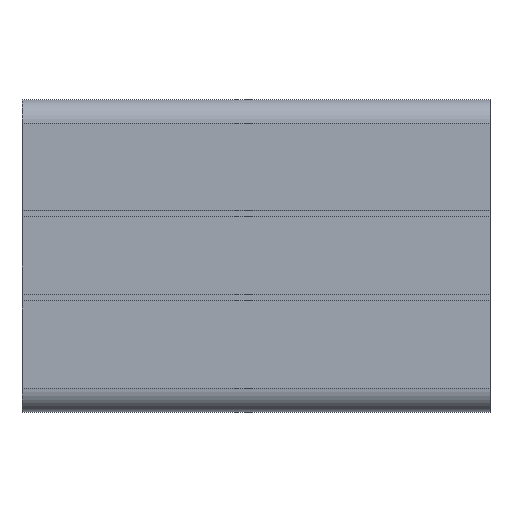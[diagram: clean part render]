
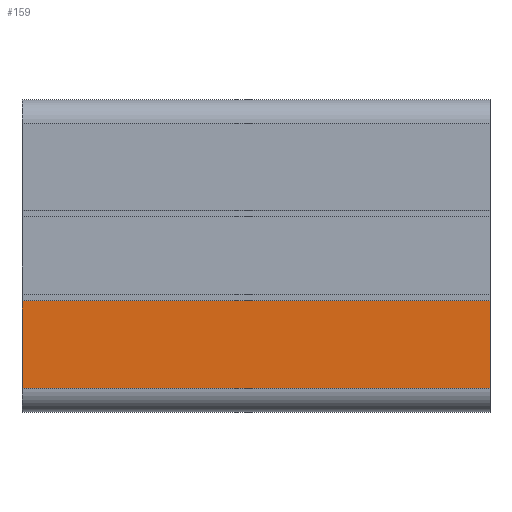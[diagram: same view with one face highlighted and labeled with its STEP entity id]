
A CAD part, top view. The second image highlights one B-rep face of the part: STEP entity #159.
In plain terms, the highlighted planar face has unit normal (0, 0, 1).
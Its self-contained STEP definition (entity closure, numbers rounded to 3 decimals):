
#159=ADVANCED_FACE('',(#394),#395,.T.);
#394=FACE_OUTER_BOUND('',#704,.T.);
#395=PLANE('',#705);
#704=EDGE_LOOP('',(#1468,#1469,#1470,#1471));
#705=AXIS2_PLACEMENT_3D('',#1472,#1473,#1474);
#1468=ORIENTED_EDGE('',*,*,#2430,.T.);
#1469=ORIENTED_EDGE('',*,*,#2431,.F.);
#1470=ORIENTED_EDGE('',*,*,#2432,.T.);
#1471=ORIENTED_EDGE('',*,*,#2433,.T.);
#1472=CARTESIAN_POINT('',(0.0,-11.4,20.0));
#1473=DIRECTION('',(0.0,0.0,1.0));
#1474=DIRECTION('',(0.0,-1.0,0.0));
#2430=EDGE_CURVE('',#3038,#3039,#3040,.T.);
#2431=EDGE_CURVE('',#3041,#3039,#3042,.T.);
#2432=EDGE_CURVE('',#3041,#3043,#3044,.T.);
#2433=EDGE_CURVE('',#3043,#3038,#3045,.T.);
#3038=VERTEX_POINT('',#4046);
#3039=VERTEX_POINT('',#4047);
#3040=LINE('',#4048,#4049);
#3041=VERTEX_POINT('',#4050);
#3042=LINE('',#4051,#4052);
#3043=VERTEX_POINT('',#4053);
#3044=LINE('',#4054,#4055);
#3045=LINE('',#4056,#4057);
#4046=CARTESIAN_POINT('',(60.0,-17.0,20.0));
#4047=CARTESIAN_POINT('',(60.0,-5.8,20.0));
#4048=CARTESIAN_POINT('',(60.0,-5.8,20.0));
#4049=VECTOR('',#4876,1.0);
#4050=CARTESIAN_POINT('',(0.0,-5.8,20.0));
#4051=CARTESIAN_POINT('',(0.0,-5.8,20.0));
#4052=VECTOR('',#4877,1.0);
#4053=CARTESIAN_POINT('',(0.0,-17.0,20.0));
#4054=CARTESIAN_POINT('',(0.0,-5.8,20.0));
#4055=VECTOR('',#4878,1.0);
#4056=CARTESIAN_POINT('',(0.0,-17.0,20.0));
#4057=VECTOR('',#4879,1.0);
#4876=DIRECTION('',(0.0,1.0,0.0));
#4877=DIRECTION('',(1.0,0.0,0.0));
#4878=DIRECTION('',(0.0,-1.0,0.0));
#4879=DIRECTION('',(1.0,0.0,0.0));
